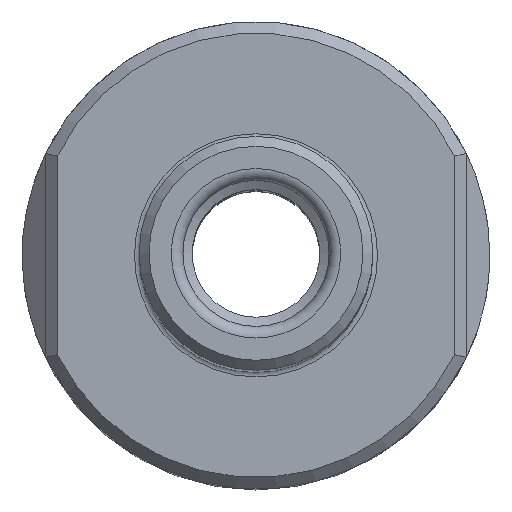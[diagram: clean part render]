
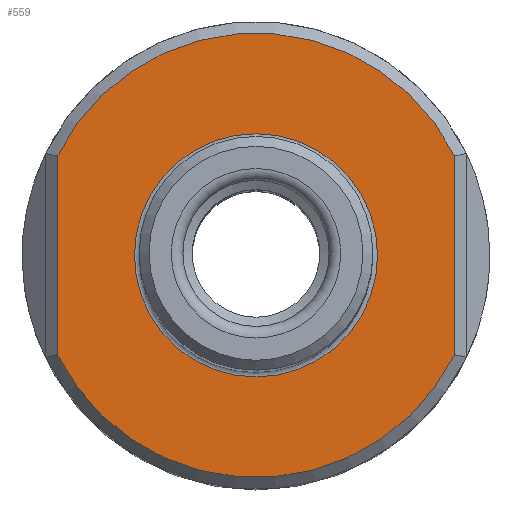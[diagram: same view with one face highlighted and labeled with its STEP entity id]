
A CAD part, top view. The second image highlights one B-rep face of the part: STEP entity #559.
In plain terms, the highlighted planar face has unit normal (0, 0, 1).
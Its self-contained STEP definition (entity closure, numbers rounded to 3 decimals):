
#35=PLANE('',#600);
#50=LINE('',#799,#60);
#51=LINE('',#803,#61);
#60=VECTOR('',#676,1000.);
#61=VECTOR('',#679,1000.);
#77=ORIENTED_EDGE('',*,*,#157,.F.);
#78=ORIENTED_EDGE('',*,*,#158,.T.);
#79=ORIENTED_EDGE('',*,*,#159,.T.);
#80=ORIENTED_EDGE('',*,*,#160,.T.);
#81=ORIENTED_EDGE('',*,*,#161,.T.);
#157=EDGE_CURVE('',#197,#197,#223,.T.);
#158=EDGE_CURVE('',#198,#199,#224,.F.);
#159=EDGE_CURVE('',#199,#200,#50,.T.);
#160=EDGE_CURVE('',#200,#201,#225,.F.);
#161=EDGE_CURVE('',#201,#198,#51,.T.);
#197=VERTEX_POINT('',#795);
#198=VERTEX_POINT('',#797);
#199=VERTEX_POINT('',#798);
#200=VERTEX_POINT('',#800);
#201=VERTEX_POINT('',#802);
#223=CIRCLE('',#601,10.4);
#224=CIRCLE('',#602,19.);
#225=CIRCLE('',#603,19.);
#246=EDGE_LOOP('',(#77));
#247=EDGE_LOOP('',(#78,#79,#80,#81));
#296=FACE_BOUND('',#246,.T.);
#297=FACE_BOUND('',#247,.T.);
#559=ADVANCED_FACE('',(#296,#297),#35,.F.);
#600=AXIS2_PLACEMENT_3D('',#793,#670,#671);
#601=AXIS2_PLACEMENT_3D('',#794,#672,#673);
#602=AXIS2_PLACEMENT_3D('',#796,#674,#675);
#603=AXIS2_PLACEMENT_3D('',#801,#677,#678);
#670=DIRECTION('',(0.,0.,-1.));
#671=DIRECTION('',(-1.,0.,0.));
#672=DIRECTION('',(0.,0.,1.));
#673=DIRECTION('',(1.,0.,0.));
#674=DIRECTION('',(0.,0.,-1.));
#675=DIRECTION('',(-1.,0.,0.));
#676=DIRECTION('',(0.,-1.,0.));
#677=DIRECTION('',(0.,0.,-1.));
#678=DIRECTION('',(-1.,0.,0.));
#679=DIRECTION('',(0.,1.,0.));
#793=CARTESIAN_POINT('',(20.,0.,54.));
#794=CARTESIAN_POINT('',(0.,0.,54.));
#795=CARTESIAN_POINT('',(10.4,0.,54.));
#796=CARTESIAN_POINT('',(0.,0.,54.));
#797=CARTESIAN_POINT('',(17.,8.485,54.));
#798=CARTESIAN_POINT('',(-17.,8.485,54.));
#799=CARTESIAN_POINT('',(-17.,-6.083,54.));
#800=CARTESIAN_POINT('',(-17.,-8.485,54.));
#801=CARTESIAN_POINT('',(0.,0.,54.));
#802=CARTESIAN_POINT('',(17.,-8.485,54.));
#803=CARTESIAN_POINT('',(17.,6.083,54.));
